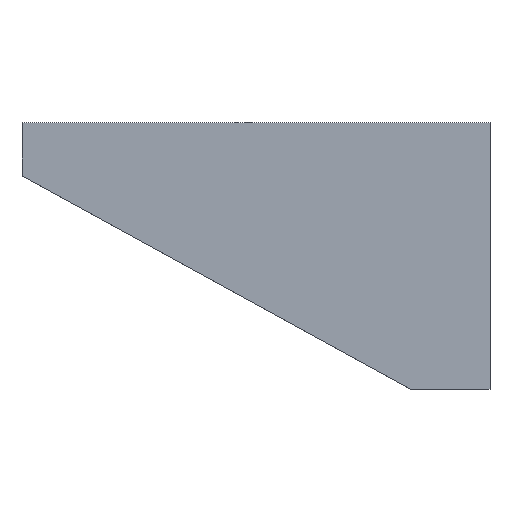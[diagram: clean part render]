
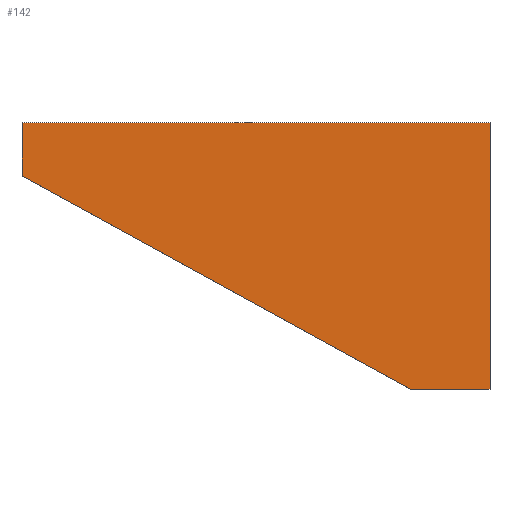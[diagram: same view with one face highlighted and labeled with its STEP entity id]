
A CAD part, top view. The second image highlights one B-rep face of the part: STEP entity #142.
In plain terms, the highlighted free-form (B-spline) face has degree [1, 1] with [2, 2] control points.
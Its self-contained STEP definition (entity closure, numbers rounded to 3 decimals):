
#9 = CARTESIAN_POINT ( 'NONE',  ( 5753.194, 379.061, 4. ) ) ;
#14 = CARTESIAN_POINT ( 'NONE',  ( 5753.194, 379.061, 4. ) ) ;
#15 = B_SPLINE_SURFACE_WITH_KNOTS ( 'NONE', 1, 1, ( 
 ( #9, #253 ),
 ( #64, #63 ) ),
 .UNSPECIFIED., .F., .F., .F.,
 ( 2, 2 ),
 ( 2, 2 ),
 ( 0., 1. ),
 ( 0., 1. ),
 .UNSPECIFIED. ) ;
#16 = VERTEX_POINT ( 'NONE', #120 ) ;
#27 = VERTEX_POINT ( 'NONE', #49 ) ;
#30 = CARTESIAN_POINT ( 'NONE',  ( 5753.194, 379.061, 4. ) ) ;
#33 = CARTESIAN_POINT ( 'NONE',  ( 5753.194, 379.061, 4. ) ) ;
#41 = B_SPLINE_CURVE_WITH_KNOTS ( 'NONE', 1,
 ( #33, #237 ),
 .UNSPECIFIED., .F., .F.,
 ( 2, 2 ),
 ( 0., 1. ),
 .UNSPECIFIED. ) ;
#49 = CARTESIAN_POINT ( 'NONE',  ( 5665.412, 429.026, 4. ) ) ;
#57 = EDGE_CURVE ( 'NONE', #16, #228, #219, .T. ) ;
#60 = FACE_OUTER_BOUND ( 'NONE', #93, .T. ) ;
#62 = EDGE_CURVE ( 'NONE', #145, #16, #236, .T. ) ;
#63 = CARTESIAN_POINT ( 'NONE',  ( 5665.412, 429.026, 4. ) ) ;
#64 = CARTESIAN_POINT ( 'NONE',  ( 5665.412, 379.061, 4. ) ) ;
#72 = ORIENTED_EDGE ( 'NONE', *, *, #154, .F. ) ;
#83 = CARTESIAN_POINT ( 'NONE',  ( 5665.412, 419.026, 4. ) ) ;
#93 = EDGE_LOOP ( 'NONE', ( #220, #72, #109, #98, #147 ) ) ;
#95 = VERTEX_POINT ( 'NONE', #210 ) ;
#98 = ORIENTED_EDGE ( 'NONE', *, *, #62, .F. ) ;
#103 = CARTESIAN_POINT ( 'NONE',  ( 5738.194, 379.061, 4. ) ) ;
#109 = ORIENTED_EDGE ( 'NONE', *, *, #57, .F. ) ;
#120 = CARTESIAN_POINT ( 'NONE',  ( 5738.194, 379.061, 4. ) ) ;
#126 = B_SPLINE_CURVE_WITH_KNOTS ( 'NONE', 1,
 ( #178, #255 ),
 .UNSPECIFIED., .F., .F.,
 ( 2, 2 ),
 ( 0., 1. ),
 .UNSPECIFIED. ) ;
#142 = ADVANCED_FACE ( 'NONE', ( #60 ), #15, .F. ) ;
#145 = VERTEX_POINT ( 'NONE', #14 ) ;
#147 = ORIENTED_EDGE ( 'NONE', *, *, #222, .T. ) ;
#152 = CARTESIAN_POINT ( 'NONE',  ( 5665.412, 429.026, 4. ) ) ;
#154 = EDGE_CURVE ( 'NONE', #228, #27, #170, .T. ) ;
#169 = CARTESIAN_POINT ( 'NONE',  ( 5665.412, 419.026, 4. ) ) ;
#170 = B_SPLINE_CURVE_WITH_KNOTS ( 'NONE', 1,
 ( #169, #152 ),
 .UNSPECIFIED., .F., .F.,
 ( 2, 2 ),
 ( 0., 1. ),
 .UNSPECIFIED. ) ;
#178 = CARTESIAN_POINT ( 'NONE',  ( 5753.194, 429.026, 4. ) ) ;
#210 = CARTESIAN_POINT ( 'NONE',  ( 5753.194, 429.026, 4. ) ) ;
#216 = CARTESIAN_POINT ( 'NONE',  ( 5665.412, 419.026, 4. ) ) ;
#217 = EDGE_CURVE ( 'NONE', #95, #27, #126, .T. ) ;
#219 = B_SPLINE_CURVE_WITH_KNOTS ( 'NONE', 1,
 ( #103, #83 ),
 .UNSPECIFIED., .F., .F.,
 ( 2, 2 ),
 ( 0., 1. ),
 .UNSPECIFIED. ) ;
#220 = ORIENTED_EDGE ( 'NONE', *, *, #217, .T. ) ;
#222 = EDGE_CURVE ( 'NONE', #145, #95, #41, .T. ) ;
#228 = VERTEX_POINT ( 'NONE', #216 ) ;
#236 = B_SPLINE_CURVE_WITH_KNOTS ( 'NONE', 1,
 ( #30, #250 ),
 .UNSPECIFIED., .F., .F.,
 ( 2, 2 ),
 ( 0., 1. ),
 .UNSPECIFIED. ) ;
#237 = CARTESIAN_POINT ( 'NONE',  ( 5753.194, 429.026, 4. ) ) ;
#250 = CARTESIAN_POINT ( 'NONE',  ( 5738.194, 379.061, 4. ) ) ;
#253 = CARTESIAN_POINT ( 'NONE',  ( 5753.194, 429.026, 4. ) ) ;
#255 = CARTESIAN_POINT ( 'NONE',  ( 5665.412, 429.026, 4. ) ) ;
